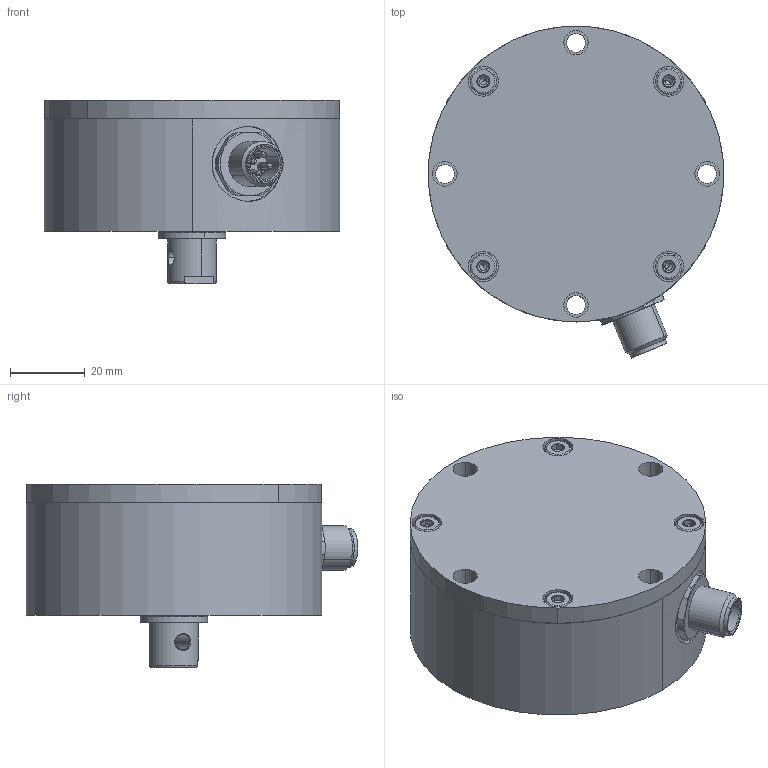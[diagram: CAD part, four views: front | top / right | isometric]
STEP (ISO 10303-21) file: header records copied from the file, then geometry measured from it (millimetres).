
FILE_DESCRIPTION (( 'STEP AP214' ), '1' );
FILE_NAME ('PWG 79 S XXX-0010-A01.STEP', '2022-04-12T09:53:01', ( '' ), ( '' ), 'SwSTEP 2.0', 'SolidWorks 2017', '' );
FILE_SCHEMA (( 'AUTOMOTIVE_DESIGN' ));
Length unit declared in the file: millimetre
Products named in the file (6): 414204_PWG 79 Deckel_F鄄_KUNDEN; Welle_1_414607_F鄄_KUNDEN; PWG 79 S XXX-0010-A01; 04 140 04_PWG 79S Gehäuse_FÜR_KUNDEN; M4x8_flacher Kopf; Steckverbinder_M12_M16
Assembly tree (8 placements, depth 2):
  PWG 79 S XXX-0010-A01
    04 140 04_PWG 79S Gehäuse_FÜR_KUNDEN
    414204_PWG 79 Deckel_F鄄_KUNDEN
    Welle_1_414607_F鄄_KUNDEN
    Steckverbinder_M12_M16
    M4x8_flacher Kopf  x4
Bounding box: 79 x 88.63 x 49 mm (x, y, z)
Volume: 169308.3 mm3; surface area: 38458.4 mm2
Topology: 8 solids, 11 shells, 611 faces, 1411 edges, 850 vertices
Faces by surface type: plane 216, cylinder 174, bspline 112, cone 103, torus 6
Entity records: 21092 total; most frequent: CARTESIAN_POINT 6347, ORIENTED_EDGE 2244, DIRECTION 2215, EDGE_CURVE 1122, AXIS2_PLACEMENT_3D 852, VERTEX_POINT 715, EDGE_LOOP 561, LINE 511
